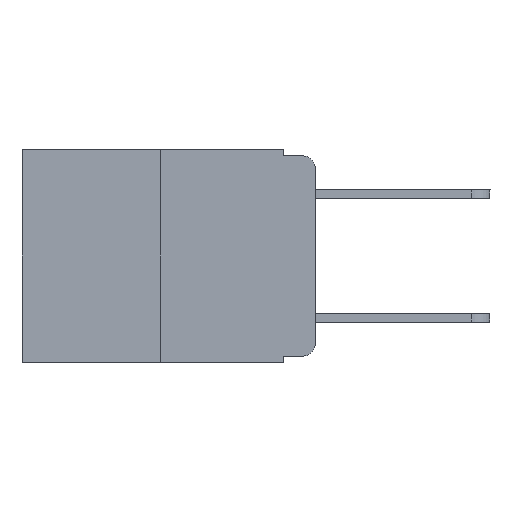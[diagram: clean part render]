
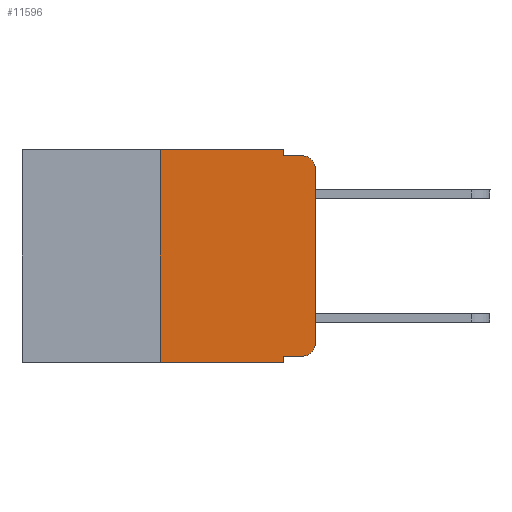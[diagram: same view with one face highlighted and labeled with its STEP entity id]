
A CAD part, left-side view. The second image highlights one B-rep face of the part: STEP entity #11596.
In plain terms, the highlighted planar face has unit normal (-1, 0, 0).
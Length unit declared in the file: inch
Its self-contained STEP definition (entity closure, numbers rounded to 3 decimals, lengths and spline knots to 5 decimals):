
#218 = DIRECTION ( 'NONE',  ( 0., 0., 1. ) ) ;
#425 = VERTEX_POINT ( 'NONE', #5688 ) ;
#661 = VECTOR ( 'NONE', #2480, 39.37008 ) ;
#753 = CARTESIAN_POINT ( 'NONE',  ( 0., 0., -0.03 ) ) ;
#937 = EDGE_CURVE ( 'NONE', #14012, #26801, #11671, .T. ) ;
#1192 = CIRCLE ( 'NONE', #13401, 0.02 ) ;
#1221 = DIRECTION ( 'NONE',  ( 0., 0., -1. ) ) ;
#2480 = DIRECTION ( 'NONE',  ( 0., -1., 0. ) ) ;
#2531 = CARTESIAN_POINT ( 'NONE',  ( 0., 0.25, 0. ) ) ;
#2536 = EDGE_CURVE ( 'NONE', #16249, #15114, #23288, .T. ) ;
#3326 = AXIS2_PLACEMENT_3D ( 'NONE', #16733, #6338, #20873 ) ;
#3414 = CARTESIAN_POINT ( 'NONE',  ( 0., 0., -0.313 ) ) ;
#3428 = EDGE_LOOP ( 'NONE', ( #24354, #7200, #11474, #15977, #14072, #14967, #25133, #8108, #25557, #17653 ) ) ;
#4031 = LINE ( 'NONE', #22785, #4927 ) ;
#4257 = VECTOR ( 'NONE', #1221, 39.37008 ) ;
#4456 = CARTESIAN_POINT ( 'NONE',  ( 0., 0., 0. ) ) ;
#4927 = VECTOR ( 'NONE', #21151, 39.37008 ) ;
#5012 = LINE ( 'NONE', #4456, #26512 ) ;
#5328 = VECTOR ( 'NONE', #13578, 39.37008 ) ;
#5519 = CIRCLE ( 'NONE', #3326, 0.02 ) ;
#5668 = LINE ( 'NONE', #7314, #12066 ) ;
#5688 = CARTESIAN_POINT ( 'NONE',  ( 0., 0.051, 0. ) ) ;
#5840 = CARTESIAN_POINT ( 'NONE',  ( 0., 0.051, -0.01 ) ) ;
#6304 = EDGE_CURVE ( 'NONE', #22345, #12056, #11088, .T. ) ;
#6338 = DIRECTION ( 'NONE',  ( -1., 0., 0. ) ) ;
#6962 = LINE ( 'NONE', #15582, #4257 ) ;
#7200 = ORIENTED_EDGE ( 'NONE', *, *, #9320, .T. ) ;
#7314 = CARTESIAN_POINT ( 'NONE',  ( 0., 0.051, 0. ) ) ;
#7622 = CARTESIAN_POINT ( 'NONE',  ( 0., 0.051, -0.333 ) ) ;
#7693 = CARTESIAN_POINT ( 'NONE',  ( 0., 0.051, -0.343 ) ) ;
#8081 = VERTEX_POINT ( 'NONE', #3414 ) ;
#8108 = ORIENTED_EDGE ( 'NONE', *, *, #17648, .F. ) ;
#8673 = DIRECTION ( 'NONE',  ( 0., 0., -1. ) ) ;
#9320 = EDGE_CURVE ( 'NONE', #26271, #12056, #5519, .T. ) ;
#10620 = EDGE_CURVE ( 'NONE', #12593, #425, #4031, .T. ) ;
#11088 = LINE ( 'NONE', #17254, #14944 ) ;
#11391 = DIRECTION ( 'NONE',  ( 0., 0., -1. ) ) ;
#11474 = ORIENTED_EDGE ( 'NONE', *, *, #6304, .F. ) ;
#11596 = ADVANCED_FACE ( 'NONE', ( #24656 ), #16546, .F. ) ;
#11671 = LINE ( 'NONE', #22232, #5328 ) ;
#12056 = VERTEX_POINT ( 'NONE', #19764 ) ;
#12066 = VECTOR ( 'NONE', #11391, 39.37008 ) ;
#12399 = AXIS2_PLACEMENT_3D ( 'NONE', #16287, #25191, #20673 ) ;
#12593 = VERTEX_POINT ( 'NONE', #2531 ) ;
#12890 = DIRECTION ( 'NONE',  ( 0., 0., 1. ) ) ;
#13141 = DIRECTION ( 'NONE',  ( 0., -1., 0. ) ) ;
#13318 = CARTESIAN_POINT ( 'NONE',  ( 0., 0.02, -0.313 ) ) ;
#13401 = AXIS2_PLACEMENT_3D ( 'NONE', #13318, #21410, #8673 ) ;
#13423 = CARTESIAN_POINT ( 'NONE',  ( 0., 0.25, -0.343 ) ) ;
#13578 = DIRECTION ( 'NONE',  ( 0., -1., 0. ) ) ;
#14000 = EDGE_CURVE ( 'NONE', #8081, #26271, #5012, .T. ) ;
#14012 = VERTEX_POINT ( 'NONE', #7622 ) ;
#14072 = ORIENTED_EDGE ( 'NONE', *, *, #10620, .F. ) ;
#14113 = CARTESIAN_POINT ( 'NONE',  ( 0., 0.02, -0.333 ) ) ;
#14944 = VECTOR ( 'NONE', #13141, 39.37008 ) ;
#14967 = ORIENTED_EDGE ( 'NONE', *, *, #18383, .F. ) ;
#15114 = VERTEX_POINT ( 'NONE', #7693 ) ;
#15197 = LINE ( 'NONE', #25484, #18750 ) ;
#15582 = CARTESIAN_POINT ( 'NONE',  ( 0., 0.051, 0. ) ) ;
#15846 = EDGE_CURVE ( 'NONE', #425, #22345, #5668, .T. ) ;
#15977 = ORIENTED_EDGE ( 'NONE', *, *, #15846, .F. ) ;
#16249 = VERTEX_POINT ( 'NONE', #13423 ) ;
#16287 = CARTESIAN_POINT ( 'NONE',  ( 0., 0.473, 0. ) ) ;
#16546 = PLANE ( 'NONE',  #12399 ) ;
#16727 = EDGE_CURVE ( 'NONE', #26801, #8081, #1192, .T. ) ;
#16733 = CARTESIAN_POINT ( 'NONE',  ( 0., 0.02, -0.03 ) ) ;
#17254 = CARTESIAN_POINT ( 'NONE',  ( 0., 0.051, -0.01 ) ) ;
#17648 = EDGE_CURVE ( 'NONE', #14012, #15114, #6962, .T. ) ;
#17653 = ORIENTED_EDGE ( 'NONE', *, *, #16727, .T. ) ;
#18383 = EDGE_CURVE ( 'NONE', #16249, #12593, #15197, .T. ) ;
#18750 = VECTOR ( 'NONE', #12890, 39.37008 ) ;
#19764 = CARTESIAN_POINT ( 'NONE',  ( 0., 0.02, -0.01 ) ) ;
#20673 = DIRECTION ( 'NONE',  ( 0., 0., -1. ) ) ;
#20873 = DIRECTION ( 'NONE',  ( 0., 0., -1. ) ) ;
#21151 = DIRECTION ( 'NONE',  ( 0., -1., 0. ) ) ;
#21410 = DIRECTION ( 'NONE',  ( -1., 0., 0. ) ) ;
#21652 = CARTESIAN_POINT ( 'NONE',  ( 0., 0.473, -0.343 ) ) ;
#22232 = CARTESIAN_POINT ( 'NONE',  ( 0., 0.051, -0.333 ) ) ;
#22345 = VERTEX_POINT ( 'NONE', #5840 ) ;
#22785 = CARTESIAN_POINT ( 'NONE',  ( 0., 0.473, 0. ) ) ;
#23288 = LINE ( 'NONE', #21652, #661 ) ;
#24354 = ORIENTED_EDGE ( 'NONE', *, *, #14000, .T. ) ;
#24656 = FACE_OUTER_BOUND ( 'NONE', #3428, .T. ) ;
#25133 = ORIENTED_EDGE ( 'NONE', *, *, #2536, .T. ) ;
#25191 = DIRECTION ( 'NONE',  ( 1., 0., 0. ) ) ;
#25484 = CARTESIAN_POINT ( 'NONE',  ( 0., 0.25, 0. ) ) ;
#25557 = ORIENTED_EDGE ( 'NONE', *, *, #937, .T. ) ;
#26271 = VERTEX_POINT ( 'NONE', #753 ) ;
#26512 = VECTOR ( 'NONE', #218, 39.37008 ) ;
#26801 = VERTEX_POINT ( 'NONE', #14113 ) ;
